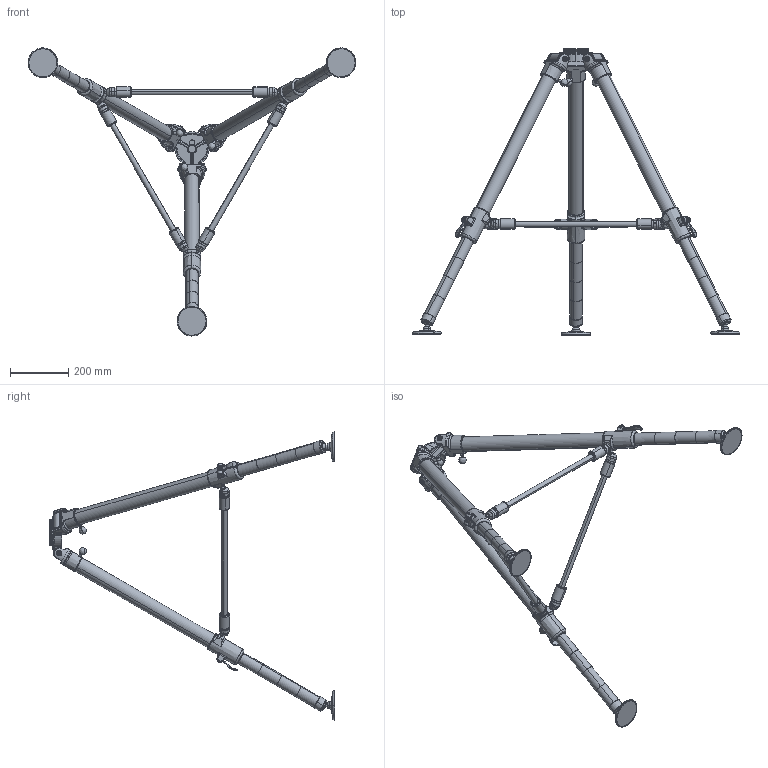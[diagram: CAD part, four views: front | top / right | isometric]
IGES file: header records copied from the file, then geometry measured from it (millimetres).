
Start section: SolidWorks IGES file using analytic representation for surfaces
Global section: file name: TetraLock.IGS; native system: SolidWorks 2015; preprocessor: SolidWorks 2015; author: awarden; date: 150109.123336; units: inch
Bounding box: 1124.07 x 980.75 x 988.02 mm (x, y, z)
Surface area: 865372 mm2 (no closed solid volume)
Topology: 0 solids, 0 shells, 1937 faces, 30859 edges, 35385 vertices
Faces by surface type: bspline 1016, revolution 921
